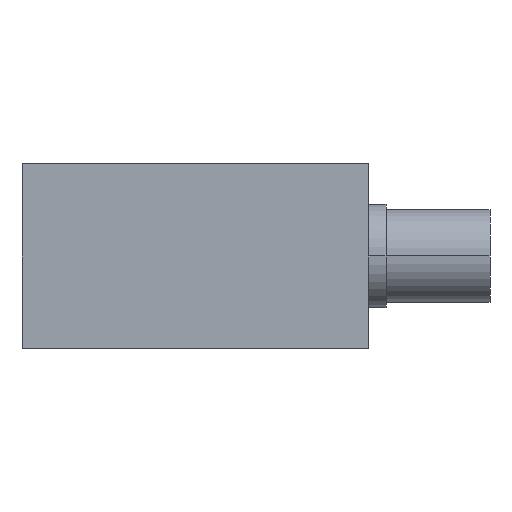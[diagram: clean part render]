
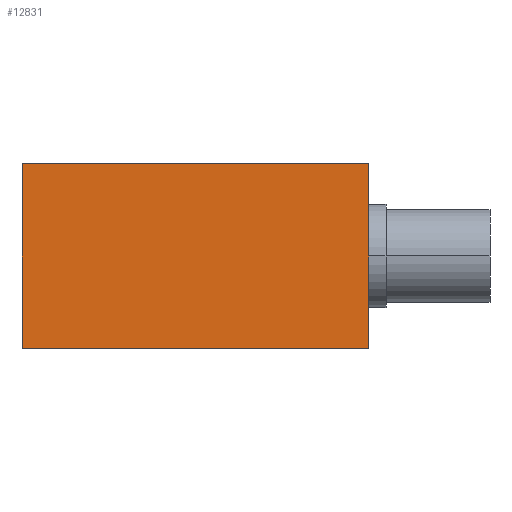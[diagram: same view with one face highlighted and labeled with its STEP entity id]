
A CAD part, front view. The second image highlights one B-rep face of the part: STEP entity #12831.
In plain terms, the highlighted planar face has unit normal (0, -1, 0).
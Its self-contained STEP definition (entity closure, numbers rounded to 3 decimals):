
#11816=CARTESIAN_POINT('',(0.0,0.,16.0));
#11817=VERTEX_POINT('',#11816);
#11826=CARTESIAN_POINT('',(30.001,0.,16.0));
#11827=VERTEX_POINT('',#11826);
#11828=CARTESIAN_POINT('',(30.001,0.,16.0));
#11829=DIRECTION('',(-1.0,0.0,0.0));
#11830=VECTOR('',#11829,30.001);
#11831=LINE('',#11828,#11830);
#11832=EDGE_CURVE('',#11827,#11817,#11831,.T.);
#12483=CARTESIAN_POINT('',(0.0,0.0,0.0));
#12484=VERTEX_POINT('',#12483);
#12491=CARTESIAN_POINT('',(0.0,0.0,0.0));
#12492=DIRECTION('',(0.0,0.0,1.0));
#12493=VECTOR('',#12492,16.0);
#12494=LINE('',#12491,#12493);
#12495=EDGE_CURVE('',#12484,#11817,#12494,.T.);
#12792=CARTESIAN_POINT('',(30.001,0.0,0.0));
#12793=VERTEX_POINT('',#12792);
#12794=CARTESIAN_POINT('',(30.001,0.0,0.0));
#12795=DIRECTION('',(0.0,0.0,1.0));
#12796=VECTOR('',#12795,16.0);
#12797=LINE('',#12794,#12796);
#12798=EDGE_CURVE('',#12793,#11827,#12797,.T.);
#12815=CARTESIAN_POINT('',(30.001,0.0,0.0));
#12816=DIRECTION('',(0.0,-1.0,0.0));
#12817=DIRECTION('',(0.0,0.0,-1.0));
#12818=AXIS2_PLACEMENT_3D('',#12815,#12816,#12817);
#12819=PLANE('',#12818);
#12820=ORIENTED_EDGE('',*,*,#12495,.F.);
#12821=CARTESIAN_POINT('',(0.0,0.0,0.0));
#12822=DIRECTION('',(1.0,0.0,0.0));
#12823=VECTOR('',#12822,30.001);
#12824=LINE('',#12821,#12823);
#12825=EDGE_CURVE('',#12484,#12793,#12824,.T.);
#12826=ORIENTED_EDGE('',*,*,#12825,.T.);
#12827=ORIENTED_EDGE('',*,*,#12798,.T.);
#12828=ORIENTED_EDGE('',*,*,#11832,.T.);
#12829=EDGE_LOOP('',(#12820,#12826,#12827,#12828));
#12830=FACE_OUTER_BOUND('',#12829,.T.);
#12831=ADVANCED_FACE('',(#12830),#12819,.T.);
